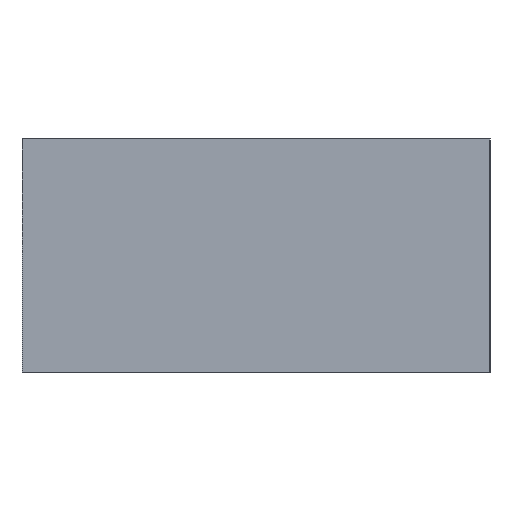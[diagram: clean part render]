
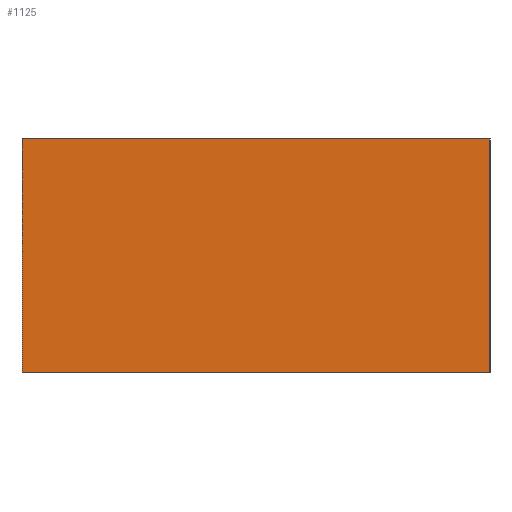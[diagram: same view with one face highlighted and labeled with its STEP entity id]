
A CAD part, left-side view. The second image highlights one B-rep face of the part: STEP entity #1125.
In plain terms, the highlighted planar face has unit normal (-1, 0, 0).
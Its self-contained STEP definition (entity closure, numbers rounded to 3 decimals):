
#652 = PLANE('',#653);
#653 = AXIS2_PLACEMENT_3D('',#654,#655,#656);
#654 = CARTESIAN_POINT('',(-0.8,0.4,0.));
#655 = DIRECTION('',(0.,0.,1.));
#656 = DIRECTION('',(1.,0.,0.));
#680 = PLANE('',#681);
#681 = AXIS2_PLACEMENT_3D('',#682,#683,#684);
#682 = CARTESIAN_POINT('',(-0.5,-0.4,0.));
#683 = DIRECTION('',(0.,1.,0.));
#684 = DIRECTION('',(0.,0.,1.));
#734 = PLANE('',#735);
#735 = AXIS2_PLACEMENT_3D('',#736,#737,#738);
#736 = CARTESIAN_POINT('',(-0.5,0.4,0.));
#737 = DIRECTION('',(0.,1.,0.));
#738 = DIRECTION('',(0.,0.,1.));
#1017 = PLANE('',#1018);
#1018 = AXIS2_PLACEMENT_3D('',#1019,#1020,#1021);
#1019 = CARTESIAN_POINT('',(-0.5,0.4,0.4));
#1020 = DIRECTION('',(0.,0.,-1.));
#1021 = DIRECTION('',(-1.,0.,0.));
#1055 = VERTEX_POINT('',#1056);
#1056 = CARTESIAN_POINT('',(-0.8,-0.4,0.4));
#1077 = EDGE_CURVE('',#1078,#1055,#1080,.T.);
#1078 = VERTEX_POINT('',#1079);
#1079 = CARTESIAN_POINT('',(-0.8,0.4,0.4));
#1080 = SURFACE_CURVE('',#1081,(#1085,#1092),.PCURVE_S1.);
#1081 = LINE('',#1082,#1083);
#1082 = CARTESIAN_POINT('',(-0.8,0.4,0.4));
#1083 = VECTOR('',#1084,1.);
#1084 = DIRECTION('',(0.,-1.,0.));
#1085 = PCURVE('',#1017,#1086);
#1086 = DEFINITIONAL_REPRESENTATION('',(#1087),#1091);
#1087 = LINE('',#1088,#1089);
#1088 = CARTESIAN_POINT('',(0.3,0.));
#1089 = VECTOR('',#1090,1.);
#1090 = DIRECTION('',(0.,-1.));
#1091 = ( GEOMETRIC_REPRESENTATION_CONTEXT(2) 
PARAMETRIC_REPRESENTATION_CONTEXT() REPRESENTATION_CONTEXT('2D SPACE',''
  ) );
#1092 = PCURVE('',#1093,#1098);
#1093 = PLANE('',#1094);
#1094 = AXIS2_PLACEMENT_3D('',#1095,#1096,#1097);
#1095 = CARTESIAN_POINT('',(-0.8,0.4,0.4));
#1096 = DIRECTION('',(1.,0.,0.));
#1097 = DIRECTION('',(0.,0.,-1.));
#1098 = DEFINITIONAL_REPRESENTATION('',(#1099),#1103);
#1099 = LINE('',#1100,#1101);
#1100 = CARTESIAN_POINT('',(0.,0.));
#1101 = VECTOR('',#1102,1.);
#1102 = DIRECTION('',(0.,-1.));
#1103 = ( GEOMETRIC_REPRESENTATION_CONTEXT(2) 
PARAMETRIC_REPRESENTATION_CONTEXT() REPRESENTATION_CONTEXT('2D SPACE',''
  ) );
#1125 = ADVANCED_FACE('',(#1126),#1093,.F.);
#1126 = FACE_BOUND('',#1127,.F.);
#1127 = EDGE_LOOP('',(#1128,#1129,#1152,#1175));
#1128 = ORIENTED_EDGE('',*,*,#1077,.T.);
#1129 = ORIENTED_EDGE('',*,*,#1130,.T.);
#1130 = EDGE_CURVE('',#1055,#1131,#1133,.T.);
#1131 = VERTEX_POINT('',#1132);
#1132 = CARTESIAN_POINT('',(-0.8,-0.4,0.));
#1133 = SURFACE_CURVE('',#1134,(#1138,#1145),.PCURVE_S1.);
#1134 = LINE('',#1135,#1136);
#1135 = CARTESIAN_POINT('',(-0.8,-0.4,0.4));
#1136 = VECTOR('',#1137,1.);
#1137 = DIRECTION('',(0.,0.,-1.));
#1138 = PCURVE('',#1093,#1139);
#1139 = DEFINITIONAL_REPRESENTATION('',(#1140),#1144);
#1140 = LINE('',#1141,#1142);
#1141 = CARTESIAN_POINT('',(0.,-0.8));
#1142 = VECTOR('',#1143,1.);
#1143 = DIRECTION('',(1.,0.));
#1144 = ( GEOMETRIC_REPRESENTATION_CONTEXT(2) 
PARAMETRIC_REPRESENTATION_CONTEXT() REPRESENTATION_CONTEXT('2D SPACE',''
  ) );
#1145 = PCURVE('',#680,#1146);
#1146 = DEFINITIONAL_REPRESENTATION('',(#1147),#1151);
#1147 = LINE('',#1148,#1149);
#1148 = CARTESIAN_POINT('',(0.4,-0.3));
#1149 = VECTOR('',#1150,1.);
#1150 = DIRECTION('',(-1.,0.));
#1151 = ( GEOMETRIC_REPRESENTATION_CONTEXT(2) 
PARAMETRIC_REPRESENTATION_CONTEXT() REPRESENTATION_CONTEXT('2D SPACE',''
  ) );
#1152 = ORIENTED_EDGE('',*,*,#1153,.F.);
#1153 = EDGE_CURVE('',#1154,#1131,#1156,.T.);
#1154 = VERTEX_POINT('',#1155);
#1155 = CARTESIAN_POINT('',(-0.8,0.4,0.));
#1156 = SURFACE_CURVE('',#1157,(#1161,#1168),.PCURVE_S1.);
#1157 = LINE('',#1158,#1159);
#1158 = CARTESIAN_POINT('',(-0.8,0.4,0.));
#1159 = VECTOR('',#1160,1.);
#1160 = DIRECTION('',(0.,-1.,0.));
#1161 = PCURVE('',#1093,#1162);
#1162 = DEFINITIONAL_REPRESENTATION('',(#1163),#1167);
#1163 = LINE('',#1164,#1165);
#1164 = CARTESIAN_POINT('',(0.4,0.));
#1165 = VECTOR('',#1166,1.);
#1166 = DIRECTION('',(0.,-1.));
#1167 = ( GEOMETRIC_REPRESENTATION_CONTEXT(2) 
PARAMETRIC_REPRESENTATION_CONTEXT() REPRESENTATION_CONTEXT('2D SPACE',''
  ) );
#1168 = PCURVE('',#652,#1169);
#1169 = DEFINITIONAL_REPRESENTATION('',(#1170),#1174);
#1170 = LINE('',#1171,#1172);
#1171 = CARTESIAN_POINT('',(0.,0.));
#1172 = VECTOR('',#1173,1.);
#1173 = DIRECTION('',(0.,-1.));
#1174 = ( GEOMETRIC_REPRESENTATION_CONTEXT(2) 
PARAMETRIC_REPRESENTATION_CONTEXT() REPRESENTATION_CONTEXT('2D SPACE',''
  ) );
#1175 = ORIENTED_EDGE('',*,*,#1176,.F.);
#1176 = EDGE_CURVE('',#1078,#1154,#1177,.T.);
#1177 = SURFACE_CURVE('',#1178,(#1182,#1189),.PCURVE_S1.);
#1178 = LINE('',#1179,#1180);
#1179 = CARTESIAN_POINT('',(-0.8,0.4,0.4));
#1180 = VECTOR('',#1181,1.);
#1181 = DIRECTION('',(0.,0.,-1.));
#1182 = PCURVE('',#1093,#1183);
#1183 = DEFINITIONAL_REPRESENTATION('',(#1184),#1188);
#1184 = LINE('',#1185,#1186);
#1185 = CARTESIAN_POINT('',(0.,0.));
#1186 = VECTOR('',#1187,1.);
#1187 = DIRECTION('',(1.,0.));
#1188 = ( GEOMETRIC_REPRESENTATION_CONTEXT(2) 
PARAMETRIC_REPRESENTATION_CONTEXT() REPRESENTATION_CONTEXT('2D SPACE',''
  ) );
#1189 = PCURVE('',#734,#1190);
#1190 = DEFINITIONAL_REPRESENTATION('',(#1191),#1195);
#1191 = LINE('',#1192,#1193);
#1192 = CARTESIAN_POINT('',(0.4,-0.3));
#1193 = VECTOR('',#1194,1.);
#1194 = DIRECTION('',(-1.,0.));
#1195 = ( GEOMETRIC_REPRESENTATION_CONTEXT(2) 
PARAMETRIC_REPRESENTATION_CONTEXT() REPRESENTATION_CONTEXT('2D SPACE',''
  ) );
